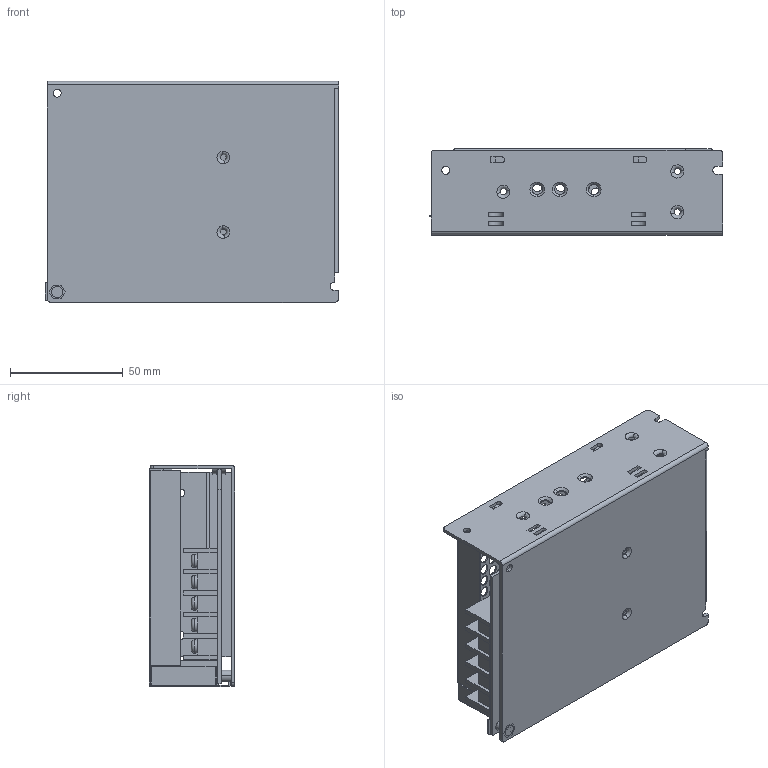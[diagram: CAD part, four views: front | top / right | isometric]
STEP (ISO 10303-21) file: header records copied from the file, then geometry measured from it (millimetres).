
FILE_DESCRIPTION(('Creo Elements/Direct Modeling STEP Export'),'2;1');
FILE_NAME('RS-75-1026.stp','2020-10-26T14:21:26',(''),(''),'PTC Creo Elements/Direct Modeling STEP processor for AP214 (Solid Model)','PTC Creo Elements/Direct Modeling 19.0 09-May-2014 (C) Parametric Technology GmbH','');
FILE_SCHEMA(('AUTOMOTIVE_DESIGN { 1 0 10303 214 1 1 1 1 }'));
Length unit declared in the file: millimetre
Products named in the file (7): RS-75-CASE-D_8.PRT; CUUU_2.PRT; RS-75-PCB_2.PRT; RS-75-CASE-T_5.PRT; TN1_2.PRT; RS-75_ASM_4.ASM; RS-75_ASM.stp
Assembly tree (6 placements, depth 3):
  RS-75_ASM.stp
    RS-75_ASM_4.ASM
      TN1_2.PRT
      RS-75-CASE-T_5.PRT
      RS-75-PCB_2.PRT
      CUUU_2.PRT
      RS-75-CASE-D_8.PRT
Bounding box: 129.7 x 38 x 98 mm (x, y, z)
Volume: 62757.6 mm3; surface area: 96870.1 mm2
Topology: 5 solids, 5 shells, 1280 faces, 3716 edges, 2405 vertices
Faces by surface type: cylinder 949, plane 275, bspline 30, torus 20, cone 6
Entity records: 42895 total; most frequent: CARTESIAN_POINT 7672, ORIENTED_EDGE 7432, DIRECTION 6379, EDGE_CURVE 3716, VERTEX_POINT 2405, AXIS2_PLACEMENT_3D 2356, EDGE_LOOP 2131, VECTOR 1667
